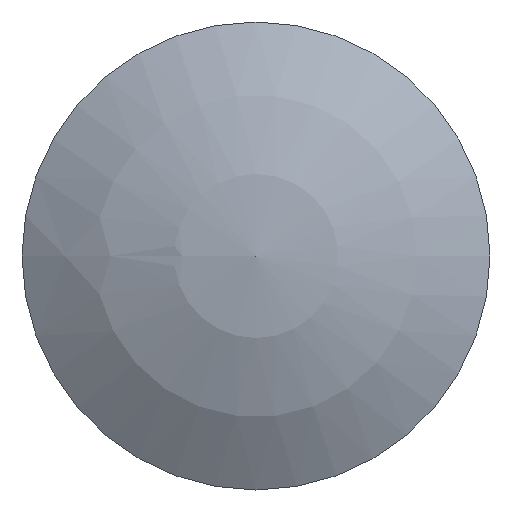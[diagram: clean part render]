
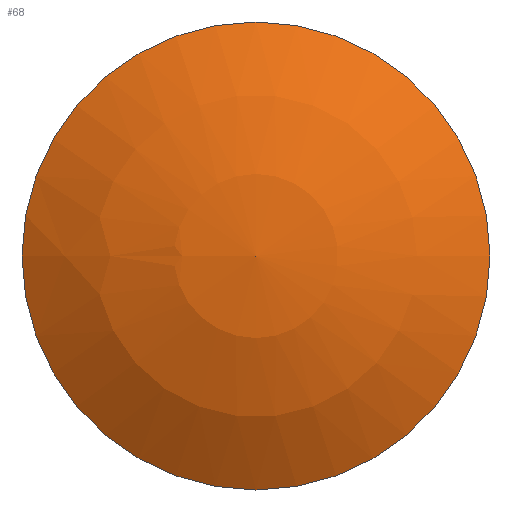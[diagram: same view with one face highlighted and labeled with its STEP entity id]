
A CAD part, left-side view. The second image highlights one B-rep face of the part: STEP entity #68.
In plain terms, the highlighted spherical face has radius 3.633 mm.
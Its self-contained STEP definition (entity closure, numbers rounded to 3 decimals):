
#17 = EDGE_LOOP ( 'NONE', ( #131, #180 ) ) ;
#34 = DIRECTION ( 'NONE',  ( 0., 1., 0. ) ) ;
#40 = CARTESIAN_POINT ( 'NONE',  ( -10.4, 0., 0. ) ) ;
#42 = CIRCLE ( 'NONE', #182, 2. ) ;
#48 = VERTEX_POINT ( 'NONE', #109 ) ;
#68 = ADVANCED_FACE ( 'NONE', ( #190 ), #211, .T. ) ;
#81 = VERTEX_POINT ( 'NONE', #192 ) ;
#95 = DIRECTION ( 'NONE',  ( 0., 0., 1. ) ) ;
#109 = CARTESIAN_POINT ( 'NONE',  ( -10.4, 0., 2. ) ) ;
#123 = AXIS2_PLACEMENT_3D ( 'NONE', #198, #127, #160 ) ;
#124 = DIRECTION ( 'NONE',  ( 1., 0., 0. ) ) ;
#125 = DIRECTION ( 'NONE',  ( -1., 0., 0. ) ) ;
#127 = DIRECTION ( 'NONE',  ( -1., 0., 0. ) ) ;
#131 = ORIENTED_EDGE ( 'NONE', *, *, #161, .T. ) ;
#134 = AXIS2_PLACEMENT_3D ( 'NONE', #210, #124, #34 ) ;
#139 = CIRCLE ( 'NONE', #123, 2. ) ;
#160 = DIRECTION ( 'NONE',  ( 0., 0., 1. ) ) ;
#161 = EDGE_CURVE ( 'NONE', #81, #48, #139, .T. ) ;
#180 = ORIENTED_EDGE ( 'NONE', *, *, #185, .T. ) ;
#182 = AXIS2_PLACEMENT_3D ( 'NONE', #40, #125, #95 ) ;
#185 = EDGE_CURVE ( 'NONE', #48, #81, #42, .T. ) ;
#190 = FACE_OUTER_BOUND ( 'NONE', #17, .T. ) ;
#192 = CARTESIAN_POINT ( 'NONE',  ( -10.4, 0., -2. ) ) ;
#198 = CARTESIAN_POINT ( 'NONE',  ( -10.4, 0., 0. ) ) ;
#210 = CARTESIAN_POINT ( 'NONE',  ( -7.367, 0., 0. ) ) ;
#211 = SPHERICAL_SURFACE ( 'NONE', #134, 3.633 ) ;
